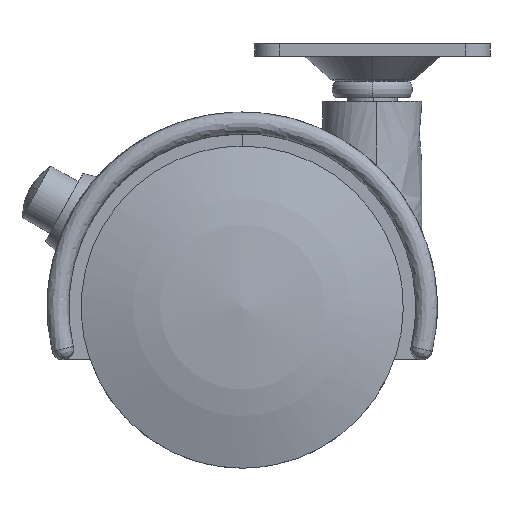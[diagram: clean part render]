
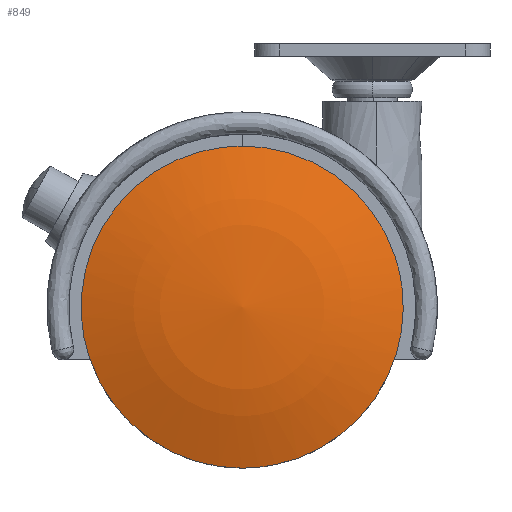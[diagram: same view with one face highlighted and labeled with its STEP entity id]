
A CAD part, front view. The second image highlights one B-rep face of the part: STEP entity #849.
In plain terms, the highlighted free-form (B-spline) face has degree [2, 2] with [4, 4] control points.
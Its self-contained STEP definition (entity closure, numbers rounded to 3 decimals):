
#252=CARTESIAN_POINT('',(25.818,-19.1,3.069));
#253=VERTEX_POINT('',#252);
#254=CARTESIAN_POINT('',(0.0,-19.1,-26.0));
#255=VERTEX_POINT('',#254);
#256=CARTESIAN_POINT('',(25.818,-19.1,3.069));
#257=CARTESIAN_POINT('',(26.,-19.1,1.54));
#258=CARTESIAN_POINT('',(26.0,-19.1,0.0));
#259=CARTESIAN_POINT('',(26.,-19.1,-26.));
#260=CARTESIAN_POINT('',(0.0,-19.1,-26.0));
#268=(BOUNDED_CURVE()B_SPLINE_CURVE(2,(#256,#257,#258,#259,#260),.UNSPECIFIED.,.F.,.U.)B_SPLINE_CURVE_WITH_KNOTS((3,2,3),(0.23,0.25,0.5),.UNSPECIFIED.)CURVE()GEOMETRIC_REPRESENTATION_ITEM()RATIONAL_B_SPLINE_CURVE((0.956,0.976,1.0,0.707,1.0))REPRESENTATION_ITEM(''));
#269=EDGE_CURVE('',#253,#255,#268,.T.);
#271=CARTESIAN_POINT('',(-25.952,-19.1,-1.587));
#272=VERTEX_POINT('',#271);
#273=CARTESIAN_POINT('',(0.0,-19.1,-26.0));
#274=CARTESIAN_POINT('',(-24.458,-19.1,-26.0));
#275=CARTESIAN_POINT('',(-25.952,-19.1,-1.587));
#283=(BOUNDED_CURVE()B_SPLINE_CURVE(2,(#273,#274,#275),.UNSPECIFIED.,.F.,.U.)B_SPLINE_CURVE_WITH_KNOTS((3,3),(0.5,0.739),.UNSPECIFIED.)CURVE()GEOMETRIC_REPRESENTATION_ITEM()RATIONAL_B_SPLINE_CURVE((1.0,0.72,0.976))REPRESENTATION_ITEM(''));
#284=EDGE_CURVE('',#255,#272,#283,.T.);
#351=CARTESIAN_POINT('',(0.0,-19.1,26.0));
#352=VERTEX_POINT('',#351);
#353=CARTESIAN_POINT('',(0.0,-19.1,26.0));
#354=CARTESIAN_POINT('',(23.093,-19.1,26.0));
#355=CARTESIAN_POINT('',(25.818,-19.1,3.069));
#363=(BOUNDED_CURVE()B_SPLINE_CURVE(2,(#353,#354,#355),.UNSPECIFIED.,.F.,.U.)B_SPLINE_CURVE_WITH_KNOTS((3,3),(0.0,0.23),.UNSPECIFIED.)CURVE()GEOMETRIC_REPRESENTATION_ITEM()RATIONAL_B_SPLINE_CURVE((1.0,0.731,0.956))REPRESENTATION_ITEM(''));
#364=EDGE_CURVE('',#352,#253,#363,.T.);
#398=CARTESIAN_POINT('',(-25.952,-19.1,-1.587));
#399=CARTESIAN_POINT('',(-26.,-19.1,-0.794));
#400=CARTESIAN_POINT('',(-26.0,-19.1,0.0));
#401=CARTESIAN_POINT('',(-26.,-19.1,26.));
#402=CARTESIAN_POINT('',(0.0,-19.1,26.0));
#410=(BOUNDED_CURVE()B_SPLINE_CURVE(2,(#398,#399,#400,#401,#402),.UNSPECIFIED.,.F.,.U.)B_SPLINE_CURVE_WITH_KNOTS((3,2,3),(0.739,0.75,1.0),.UNSPECIFIED.)CURVE()GEOMETRIC_REPRESENTATION_ITEM()RATIONAL_B_SPLINE_CURVE((0.976,0.988,1.0,0.707,1.0))REPRESENTATION_ITEM(''));
#411=EDGE_CURVE('',#272,#352,#410,.T.);
#819=CARTESIAN_POINT('',(-27.51,-13.259,-27.51));
#820=CARTESIAN_POINT('',(-14.215,-18.208,-28.431));
#821=CARTESIAN_POINT('',(14.215,-18.208,-28.431));
#822=CARTESIAN_POINT('',(27.51,-13.259,-27.51));
#823=CARTESIAN_POINT('',(-28.431,-18.208,-14.216));
#824=CARTESIAN_POINT('',(-14.708,-23.5,-14.708));
#825=CARTESIAN_POINT('',(14.708,-23.5,-14.708));
#826=CARTESIAN_POINT('',(28.431,-18.208,-14.216));
#827=CARTESIAN_POINT('',(-28.431,-18.208,14.216));
#828=CARTESIAN_POINT('',(-14.708,-23.5,14.708));
#829=CARTESIAN_POINT('',(14.708,-23.5,14.708));
#830=CARTESIAN_POINT('',(28.431,-18.208,14.216));
#831=CARTESIAN_POINT('',(-27.51,-13.259,27.51));
#832=CARTESIAN_POINT('',(-14.215,-18.208,28.431));
#833=CARTESIAN_POINT('',(14.215,-18.208,28.431));
#834=CARTESIAN_POINT('',(27.51,-13.259,27.51));
#842=(BOUNDED_SURFACE()B_SPLINE_SURFACE(2,2,((#819,#823,#827,#831),(#820,#824,#828,#832),(#821,#825,#829,#833),(#822,#826,#830,#834)),.UNSPECIFIED.,.F.,.F.,.U.)B_SPLINE_SURFACE_WITH_KNOTS((3,1,3),(3,1,3),(14.714,42.998,71.281),(14.714,42.998,71.282),.UNSPECIFIED.)GEOMETRIC_REPRESENTATION_ITEM()RATIONAL_B_SPLINE_SURFACE(((1.069,1.035,1.035,1.069),(1.035,1.0,1.0,1.035),(1.035,1.0,1.0,1.035),(1.069,1.035,1.035,1.069)))REPRESENTATION_ITEM('')SURFACE());
#843=ORIENTED_EDGE('',*,*,#411,.F.);
#844=ORIENTED_EDGE('',*,*,#284,.F.);
#845=ORIENTED_EDGE('',*,*,#269,.F.);
#846=ORIENTED_EDGE('',*,*,#364,.F.);
#847=EDGE_LOOP('',(#843,#844,#845,#846));
#848=FACE_OUTER_BOUND('',#847,.T.);
#849=ADVANCED_FACE('',(#848),#842,.T.);
